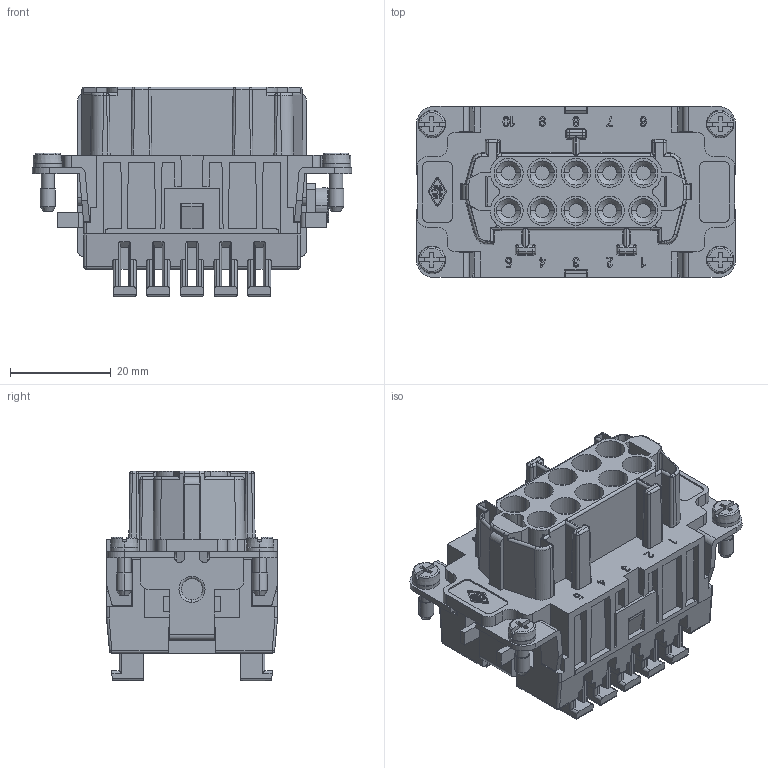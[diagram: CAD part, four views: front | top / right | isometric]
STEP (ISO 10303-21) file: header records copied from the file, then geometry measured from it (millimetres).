
FILE_DESCRIPTION(('Creo Elements/Direct Modeling STEP Export'),'2;1');
FILE_NAME('JSHF 10.stp','2014-08-05T 7:54:36',(''),(''),'Creo Elements/Direct Modeling STEP processor for AP214 (Solid Model)','Creo Elements/Direct Modeling 18.0B 02-Dec-2011 (C) Parametric Technology GmbH','');
FILE_SCHEMA(('AUTOMOTIVE_DESIGN { 1 0 10303 214 1 1 1 1 }'));
Products named in the file (4): CSHF_10; JSHF_10.stp
Assembly tree (3 placements, depth 4):
  JSHF_10.stp
    JSHF_10.stp
      CSHF_10
        CSHF_10
Bounding box: 63.5 x 34 x 41.7 mm (x, y, z)
Volume: 37980.2 mm3; surface area: 22747.8 mm2
Topology: 1 solids, 1 shells, 2653 faces, 7463 edges, 4859 vertices
Faces by surface type: plane 2034, cylinder 497, cone 58, torus 34, sphere 20, bspline 10
Entity records: 100189 total; most frequent: CARTESIAN_POINT 21230, ORIENTED_EDGE 14894, DIRECTION 12693, EDGE_CURVE 7443, VECTOR 5969, LINE 5969, VERTEX_POINT 4859, AXIS2_PLACEMENT_3D 3362
